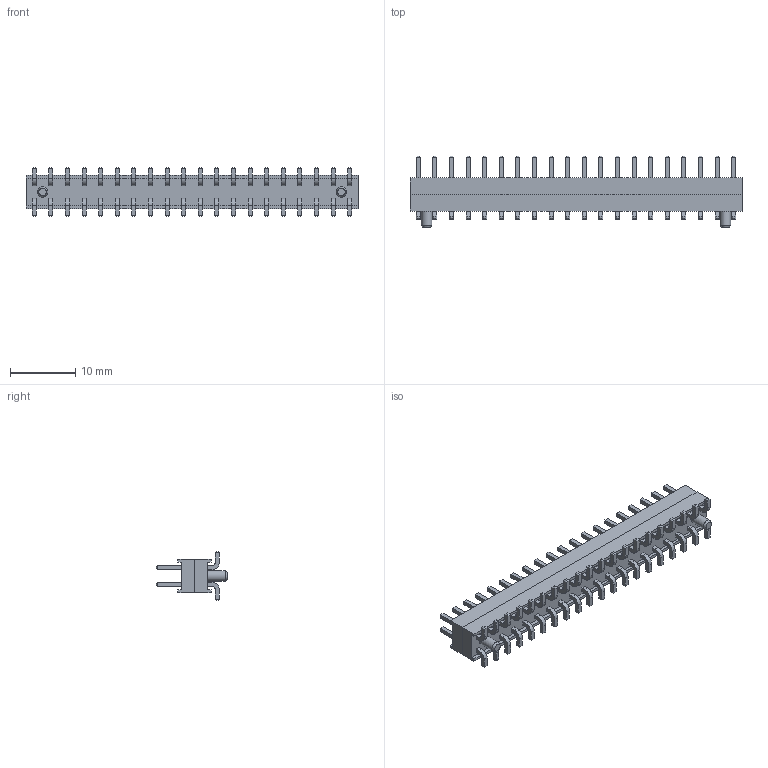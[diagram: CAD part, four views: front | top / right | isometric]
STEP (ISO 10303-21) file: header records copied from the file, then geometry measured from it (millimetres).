
FILE_DESCRIPTION(/* description */ ('STEP AP214'),/* implementation_level */ '2;1');
FILE_NAME(/* name */ 'HW-20-16-F-D-250-SM-A',/* time_stamp */ '2023-10-14T18:53:37+02:00',/* author */ ('License CC BY-ND 4.0'),/* organization */ ('CADENAS'),/* preprocessor_version */ 'ST-DEVELOPER v19.3',/* originating_system */ 'PARTsolutions',/* authorisation */ ' ');
FILE_SCHEMA (('AUTOMOTIVE_DESIGN {1 0 10303 214 3 1 1}'));
Length unit declared in the file: inch
Products named in the file (5): HW-20-16-F-D-250-SM-A; _TBHW-20-16-F-D-250-SM-A; _PHW-20-16-F-D-250-SM-A2; _BBHW-20-16-F-D-250-SM-A; _PHW-20-16-F-D-250-SM-A
Assembly tree (4 placements, depth 2):
  HW-20-16-F-D-250-SM-A
    _TBHW-20-16-F-D-250-SM-A
    _PHW-20-16-F-D-250-SM-A2
    _BBHW-20-16-F-D-250-SM-A
    _PHW-20-16-F-D-250-SM-A
Bounding box: 50.8 x 10.92 x 7.49 mm (x, y, z)
Volume: 1262 mm3; surface area: 3908.3 mm2
Topology: 4 solids, 4 shells, 1234 faces, 3124 edges, 1976 vertices
Faces by surface type: plane 1150, cylinder 82, cone 2
Full cylindrical faces by diameter (mm): 1.6 x2
Entity records: 36448 total; most frequent: CARTESIAN_POINT 6331, ORIENTED_EDGE 6236, DIRECTION 5762, EDGE_CURVE 3118, LINE 2952, VECTOR 2952, VERTEX_POINT 1974, EDGE_LOOP 1476
